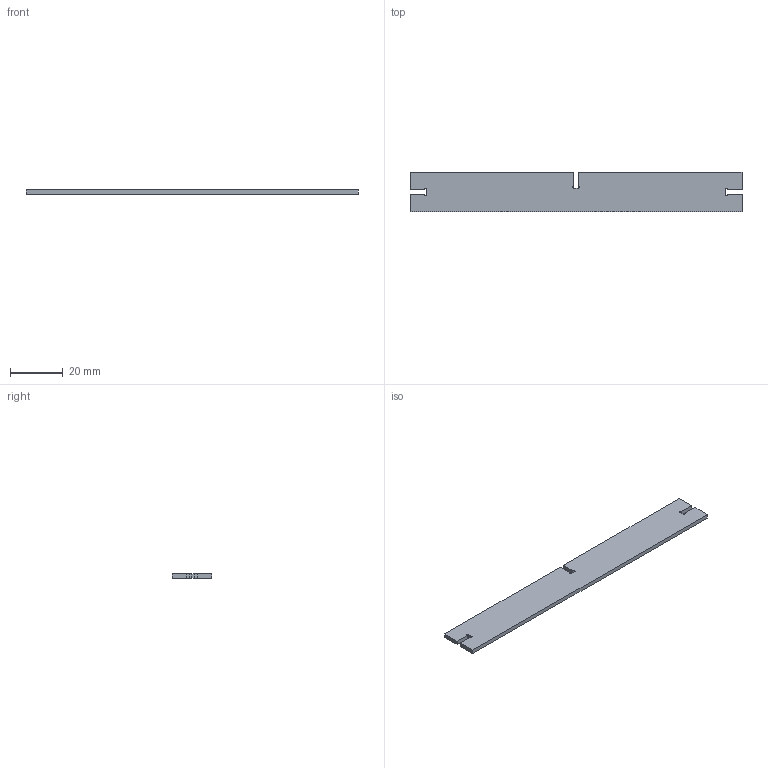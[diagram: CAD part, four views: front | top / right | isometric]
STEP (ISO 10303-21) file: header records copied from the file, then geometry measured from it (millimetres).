
FILE_DESCRIPTION(('KiCad electronic assembly'),'2;1');
FILE_NAME('strut_2.step','2022-11-24T22:56:05',('Pcbnew'),('Kicad'), 'Open CASCADE STEP processor 7.6','KiCad to STEP converter','Unknown' );
FILE_SCHEMA(('AUTOMOTIVE_DESIGN { 1 0 10303 214 1 1 1 1 }'));
Length unit declared in the file: millimetre
Products named in the file (2): strut_2 1; strut_2 PCB
Assembly tree (1 placements, depth 2):
  strut_2 1
    strut_2 PCB
Bounding box: 125.5 x 15 x 1.6 mm (x, y, z)
Volume: 2960.8 mm3; surface area: 4214.3 mm2
Topology: 1 solids, 1 shells, 39 faces, 111 edges, 74 vertices
Faces by surface type: plane 23, cylinder 16
Entity records: 2749 total; most frequent: CARTESIAN_POINT 466, DIRECTION 429, LINE 251, VECTOR 251, ORIENTED_EDGE 222, PCURVE 222, DEFINITIONAL_REPRESENTATION 222, EDGE_CURVE 111
